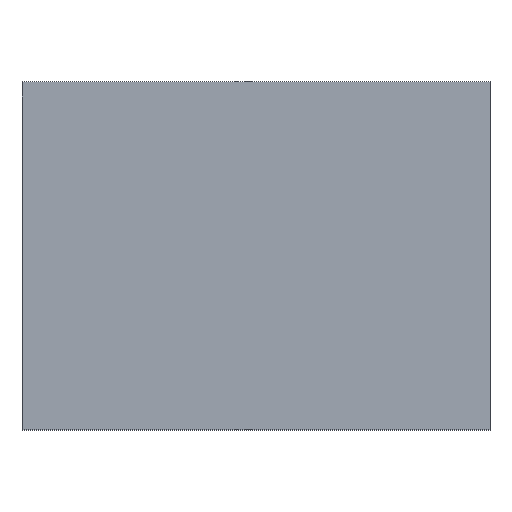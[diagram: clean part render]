
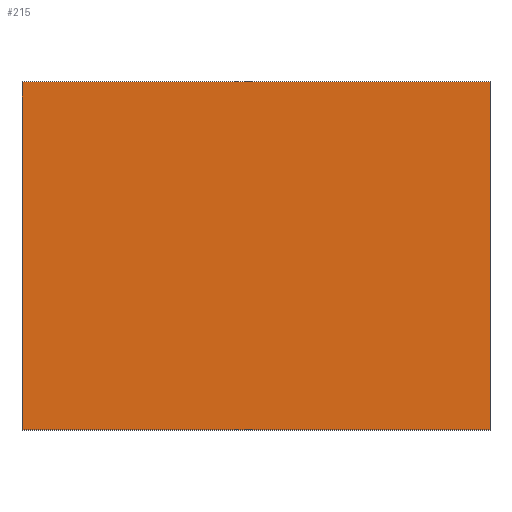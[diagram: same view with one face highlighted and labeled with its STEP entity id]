
A CAD part, top view. The second image highlights one B-rep face of the part: STEP entity #215.
In plain terms, the highlighted planar face has unit normal (0, 0, 1).
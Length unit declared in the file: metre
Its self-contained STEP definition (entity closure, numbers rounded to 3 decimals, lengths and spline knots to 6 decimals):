
#73=CARTESIAN_POINT('',(0.0875,-0.065,0.0425));
#74=VERTEX_POINT('',#73);
#83=CARTESIAN_POINT('',(-0.0875,-0.065,0.0425));
#84=VERTEX_POINT('',#83);
#85=CARTESIAN_POINT('',(0.0875,-0.065,0.0425));
#86=DIRECTION('',(-1.0,0.0,0.0));
#87=VECTOR('',#86,0.175);
#88=LINE('',#85,#87);
#89=EDGE_CURVE('',#74,#84,#88,.T.);
#122=CARTESIAN_POINT('',(0.0875,0.065,0.0425));
#123=VERTEX_POINT('',#122);
#130=CARTESIAN_POINT('',(0.0875,0.065,0.0425));
#131=DIRECTION('',(0.0,-1.0,0.0));
#132=VECTOR('',#131,0.13);
#133=LINE('',#130,#132);
#134=EDGE_CURVE('',#123,#74,#133,.T.);
#168=CARTESIAN_POINT('',(-0.0875,0.065,0.0425));
#169=VERTEX_POINT('',#168);
#170=CARTESIAN_POINT('',(-0.0875,-0.065,0.0425));
#171=DIRECTION('',(0.0,1.0,0.0));
#172=VECTOR('',#171,0.13);
#173=LINE('',#170,#172);
#174=EDGE_CURVE('',#84,#169,#173,.T.);
#195=CARTESIAN_POINT('',(-0.0875,0.065,0.0425));
#196=DIRECTION('',(1.0,0.0,0.0));
#197=VECTOR('',#196,0.175);
#198=LINE('',#195,#197);
#199=EDGE_CURVE('',#169,#123,#198,.T.);
#204=CARTESIAN_POINT('',(0.,0.,0.0425));
#205=DIRECTION('',(0.0,0.0,1.0));
#206=DIRECTION('',(1.0,0.0,0.0));
#207=AXIS2_PLACEMENT_3D('',#204,#205,#206);
#208=PLANE('',#207);
#209=ORIENTED_EDGE('',*,*,#134,.F.);
#210=ORIENTED_EDGE('',*,*,#199,.F.);
#211=ORIENTED_EDGE('',*,*,#174,.F.);
#212=ORIENTED_EDGE('',*,*,#89,.F.);
#213=EDGE_LOOP('',(#209,#210,#211,#212));
#214=FACE_OUTER_BOUND('',#213,.T.);
#215=ADVANCED_FACE('',(#214),#208,.T.);
